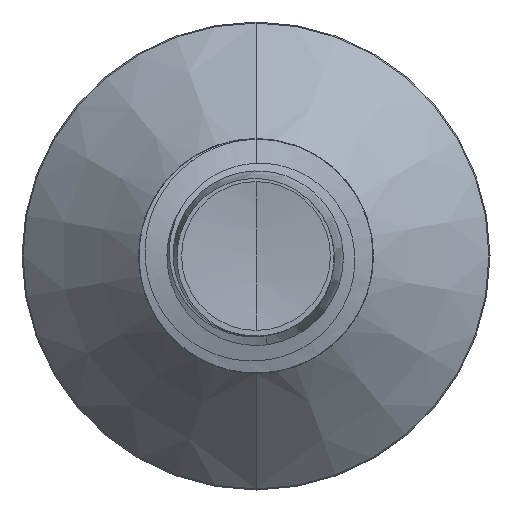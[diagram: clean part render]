
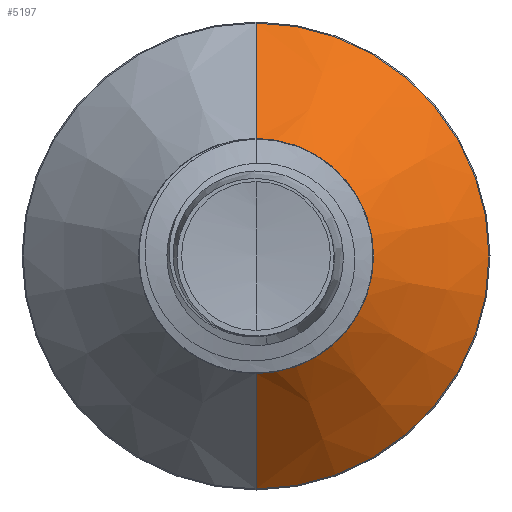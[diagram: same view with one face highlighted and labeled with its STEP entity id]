
A CAD part, front view. The second image highlights one B-rep face of the part: STEP entity #5197.
In plain terms, the highlighted conical face has half-angle 45 degrees and reference radius 1.256 mm.
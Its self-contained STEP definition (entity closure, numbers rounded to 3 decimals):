
#87 = DIRECTION ( 'NONE',  ( 0., 0.707, -0.707 ) ) ;
#464 = FACE_OUTER_BOUND ( 'NONE', #4494, .T. ) ;
#1002 = VECTOR ( 'NONE', #9712, 1000. ) ;
#1021 = CIRCLE ( 'NONE', #3392, 1.256 ) ;
#1031 = EDGE_CURVE ( 'NONE', #7848, #14084, #1021, .T. ) ;
#1086 = CARTESIAN_POINT ( 'NONE',  ( 0., 4.206, -1.256 ) ) ;
#1570 = VERTEX_POINT ( 'NONE', #12648 ) ;
#2381 = VECTOR ( 'NONE', #87, 1000. ) ;
#2735 = LINE ( 'NONE', #1086, #2381 ) ;
#3055 = CARTESIAN_POINT ( 'NONE',  ( 0., 4.206, 0. ) ) ;
#3103 = CONICAL_SURFACE ( 'NONE', #7581, 1.256, 0.785 ) ;
#3346 = DIRECTION ( 'NONE',  ( 0., 1., 0. ) ) ;
#3392 = AXIS2_PLACEMENT_3D ( 'NONE', #3055, #3346, #10518 ) ;
#3734 = EDGE_CURVE ( 'NONE', #7848, #12607, #7366, .T. ) ;
#4494 = EDGE_LOOP ( 'NONE', ( #7378, #7439, #7579, #5619 ) ) ;
#4939 = DIRECTION ( 'NONE',  ( 0., 1., 0. ) ) ;
#5197 = ADVANCED_FACE ( 'NONE', ( #464 ), #3103, .T. ) ;
#5528 = CARTESIAN_POINT ( 'NONE',  ( 0., 5.439, 2.489 ) ) ;
#5619 = ORIENTED_EDGE ( 'NONE', *, *, #3734, .F. ) ;
#5929 = DIRECTION ( 'NONE',  ( 0., 0., 1. ) ) ;
#6694 = CARTESIAN_POINT ( 'NONE',  ( 0., 5.439, 0. ) ) ;
#7366 = LINE ( 'NONE', #13916, #1002 ) ;
#7378 = ORIENTED_EDGE ( 'NONE', *, *, #1031, .T. ) ;
#7439 = ORIENTED_EDGE ( 'NONE', *, *, #12441, .T. ) ;
#7579 = ORIENTED_EDGE ( 'NONE', *, *, #12357, .F. ) ;
#7581 = AXIS2_PLACEMENT_3D ( 'NONE', #8388, #4939, #5929 ) ;
#7848 = VERTEX_POINT ( 'NONE', #9825 ) ;
#7859 = DIRECTION ( 'NONE',  ( 0., 0., 1. ) ) ;
#8388 = CARTESIAN_POINT ( 'NONE',  ( 0., 4.206, 0. ) ) ;
#8397 = CIRCLE ( 'NONE', #9636, 2.489 ) ;
#9636 = AXIS2_PLACEMENT_3D ( 'NONE', #6694, #14246, #7859 ) ;
#9712 = DIRECTION ( 'NONE',  ( 0., 0.707, 0.707 ) ) ;
#9825 = CARTESIAN_POINT ( 'NONE',  ( 0., 4.206, 1.256 ) ) ;
#10518 = DIRECTION ( 'NONE',  ( 0., 0., 1. ) ) ;
#12172 = CARTESIAN_POINT ( 'NONE',  ( 0., 4.206, -1.256 ) ) ;
#12357 = EDGE_CURVE ( 'NONE', #12607, #1570, #8397, .T. ) ;
#12441 = EDGE_CURVE ( 'NONE', #14084, #1570, #2735, .T. ) ;
#12607 = VERTEX_POINT ( 'NONE', #5528 ) ;
#12648 = CARTESIAN_POINT ( 'NONE',  ( 0., 5.439, -2.489 ) ) ;
#13916 = CARTESIAN_POINT ( 'NONE',  ( 0., 4.206, 1.256 ) ) ;
#14084 = VERTEX_POINT ( 'NONE', #12172 ) ;
#14246 = DIRECTION ( 'NONE',  ( 0., 1., 0. ) ) ;
